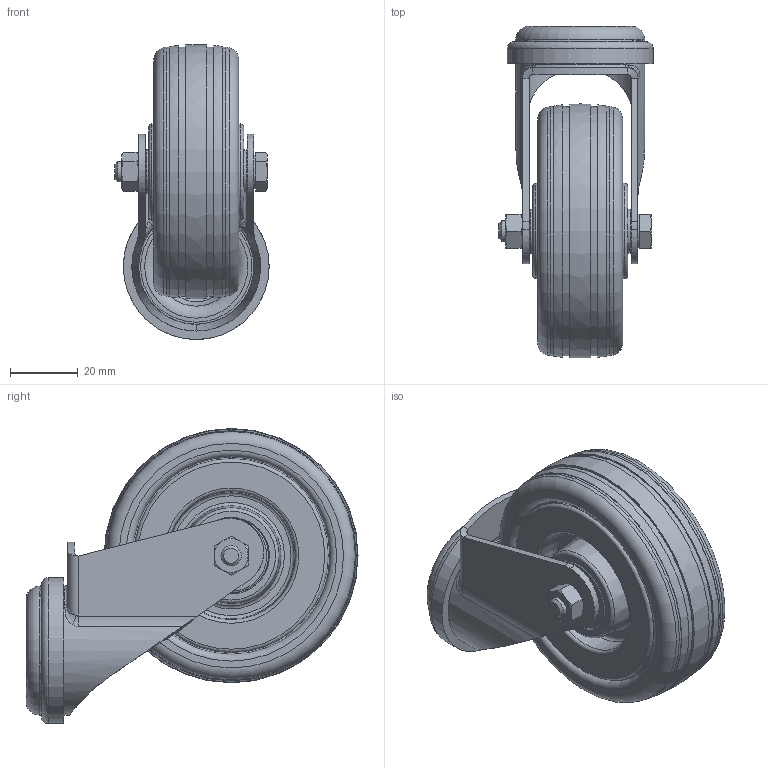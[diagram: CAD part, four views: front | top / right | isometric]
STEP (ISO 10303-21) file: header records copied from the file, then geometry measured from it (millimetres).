
FILE_DESCRIPTION((''),'2;1');
FILE_NAME('SF2300V.stp','2014-10-22T07:57:51',('sebastianschwarze'),(''),'Autodesk Inventor 2012','Autodesk Inventor 2012','');
FILE_SCHEMA(('AUTOMOTIVE_DESIGN { 1 0 10303 214 1 1 1 1 }'));
Length unit declared in the file: millimetre
Products named in the file (4): SF2300V; 1; 3; 2
Assembly tree (3 placements, depth 2):
  SF2300V
    1
    3
    2
Bounding box: 45.5 x 97.9 x 87 mm (x, y, z)
Volume: 120794.9 mm3; surface area: 36874.5 mm2
Topology: 4 solids, 4 shells, 193 faces, 423 edges, 264 vertices
Faces by surface type: plane 68, cylinder 34, bspline 34, cone 33, torus 24
Full cylindrical faces by diameter (mm): 6 x2, 6.1 x1, 10 x1, 11 x1, 13 x2, 17.45 x1, 22 x2, 32.8 x1, 34 x1, 38 x1, 43 x1, 57.2 x2, 73.5 x4
Entity records: 7839 total; most frequent: CARTESIAN_POINT 3827, DIRECTION 715, ORIENTED_EDGE 688, EDGE_CURVE 344, AXIS2_PLACEMENT_3D 310, EDGE_LOOP 289, VERTEX_POINT 249, FACE_OUTER_BOUND 193
